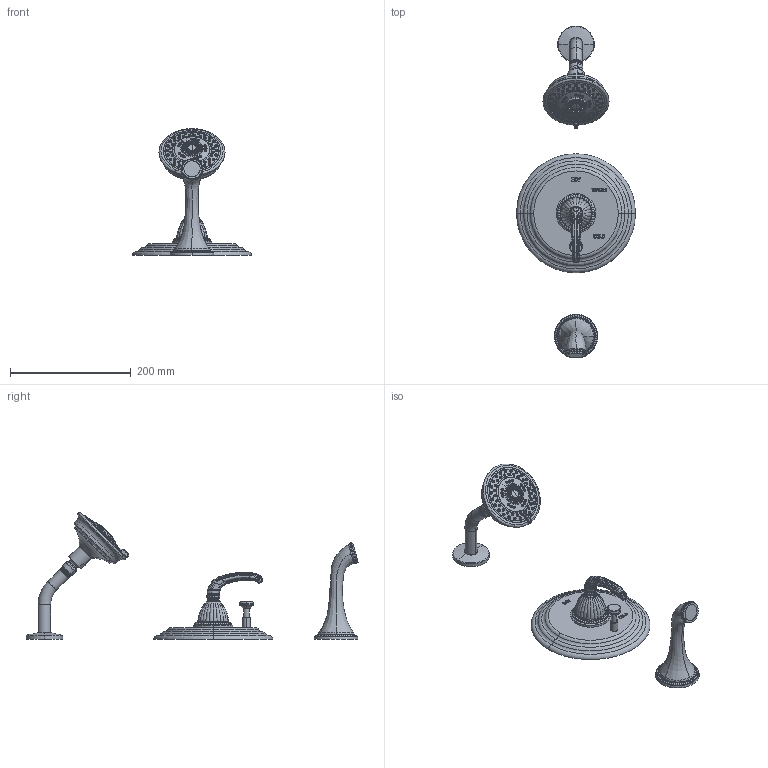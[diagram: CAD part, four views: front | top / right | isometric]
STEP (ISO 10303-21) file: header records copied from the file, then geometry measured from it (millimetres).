
FILE_DESCRIPTION((''),'2;1');
FILE_NAME('3-882BP','2021-05-25T14:22:24',('jinson.thomas'),(''),'CREO PARAMETRIC BY PTC INC, 2018400','CREO PARAMETRIC BY PTC INC, 2018400','');
FILE_SCHEMA(('CONFIG_CONTROL_DESIGN'));
Length unit declared in the file: inch
Products named in the file (1): 3-882BP
Bounding box: 196.85 x 549.03 x 209.53 mm (x, y, z)
Volume: 1020211.9 mm3; surface area: 149201.9 mm2
Topology: 3 solids, 3 shells, 2109 faces, 5054 edges, 3034 vertices
Faces by surface type: bspline 518, torus 477, plane 353, cone 307, cylinder 216, sphere 172, extrusion 64, revolution 2
Entity records: 89980 total; most frequent: CARTESIAN_POINT 46076, ORIENTED_EDGE 9924, DIRECTION 7945, EDGE_CURVE 4962, AXIS2_PLACEMENT_3D 3485, VERTEX_POINT 3034, EDGE_LOOP 2300, B_SPLINE_CURVE_WITH_KNOTS 2159
